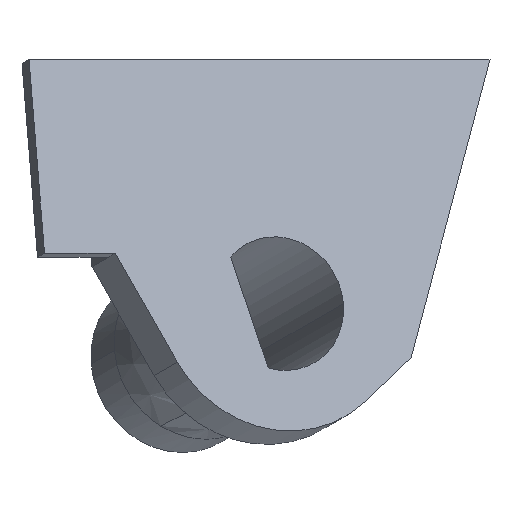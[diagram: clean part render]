
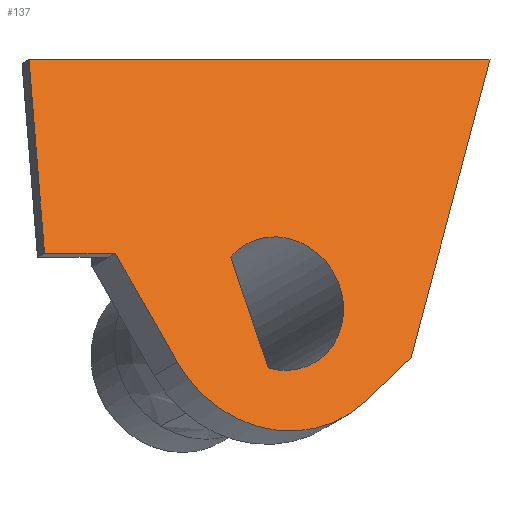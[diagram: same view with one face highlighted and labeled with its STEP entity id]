
A CAD part, top view. The second image highlights one B-rep face of the part: STEP entity #137.
In plain terms, the highlighted planar face has unit normal (0.366, 0.209, 0.907).
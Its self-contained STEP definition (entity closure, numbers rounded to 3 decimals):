
#16 = VERTEX_POINT ( 'NONE', #340 ) ;
#34 = LINE ( 'NONE', #533, #744 ) ;
#41 = VECTOR ( 'NONE', #294, 1000. ) ;
#45 = ORIENTED_EDGE ( 'NONE', *, *, #509, .T. ) ;
#69 = LINE ( 'NONE', #389, #106 ) ;
#70 = CARTESIAN_POINT ( 'NONE',  ( -4.251, -10.605, -0.798 ) ) ;
#101 = DIRECTION ( 'NONE',  ( -0.927, 0., 0.375 ) ) ;
#106 = VECTOR ( 'NONE', #699, 1000. ) ;
#108 = CARTESIAN_POINT ( 'NONE',  ( 5.582, -1.089, -6.967 ) ) ;
#109 = ORIENTED_EDGE ( 'NONE', *, *, #456, .F. ) ;
#129 = DIRECTION ( 'NONE',  ( 0.495, -0.869, 0. ) ) ;
#133 = VERTEX_POINT ( 'NONE', #361 ) ;
#137 = ADVANCED_FACE ( 'NONE', ( #324, #264 ), #712, .T. ) ;
#141 = EDGE_CURVE ( 'NONE', #133, #680, #34, .T. ) ;
#151 = CARTESIAN_POINT ( 'NONE',  ( -1.637, -1.089, -4.051 ) ) ;
#154 = ORIENTED_EDGE ( 'NONE', *, *, #141, .F. ) ;
#200 = VECTOR ( 'NONE', #347, 1000. ) ;
#231 = ORIENTED_EDGE ( 'NONE', *, *, #310, .F. ) ;
#258 = VECTOR ( 'NONE', #129, 1000. ) ;
#264 = FACE_BOUND ( 'NONE', #372, .T. ) ;
#280 = LINE ( 'NONE', #740, #41 ) ;
#289 = CIRCLE ( 'NONE', #608, 2.15 ) ;
#294 = DIRECTION ( 'NONE',  ( 0.243, 0.919, -0.31 ) ) ;
#308 = CARTESIAN_POINT ( 'NONE',  ( -1.021, -8.765, -2.527 ) ) ;
#310 = EDGE_CURVE ( 'NONE', #680, #859, #1048, .T. ) ;
#313 = CARTESIAN_POINT ( 'NONE',  ( -2.571, -7.303, -2.239 ) ) ;
#324 = FACE_OUTER_BOUND ( 'NONE', #920, .T. ) ;
#325 = EDGE_CURVE ( 'NONE', #1042, #398, #69, .T. ) ;
#340 = CARTESIAN_POINT ( 'NONE',  ( -6.201, -7.184, -0.799 ) ) ;
#347 = DIRECTION ( 'NONE',  ( -0.927, 0., 0.375 ) ) ;
#358 = ORIENTED_EDGE ( 'NONE', *, *, #1088, .F. ) ;
#361 = CARTESIAN_POINT ( 'NONE',  ( -8.426, -7.184, 0.1 ) ) ;
#366 = AXIS2_PLACEMENT_3D ( 'NONE', #308, #411, #502 ) ;
#369 = VECTOR ( 'NONE', #518, 1000. ) ;
#372 = EDGE_LOOP ( 'NONE', ( #109, #994, #826 ) ) ;
#389 = CARTESIAN_POINT ( 'NONE',  ( 51531.462, 49072.612, -32154.331 ) ) ;
#394 = VERTEX_POINT ( 'NONE', #313 ) ;
#398 = VERTEX_POINT ( 'NONE', #850 ) ;
#401 = EDGE_CURVE ( 'NONE', #1101, #394, #759, .T. ) ;
#411 = DIRECTION ( 'NONE',  ( 0.366, 0.209, 0.907 ) ) ;
#418 = EDGE_CURVE ( 'NONE', #16, #1093, #997, .T. ) ;
#431 = CIRCLE ( 'NONE', #901, 4.1 ) ;
#456 = EDGE_CURVE ( 'NONE', #1022, #1101, #289, .T. ) ;
#474 = CARTESIAN_POINT ( 'NONE',  ( -1.983, -9.046, -2.074 ) ) ;
#502 = DIRECTION ( 'NONE',  ( -0.927, 0., 0.375 ) ) ;
#509 = EDGE_CURVE ( 'NONE', #1093, #398, #431, .T. ) ;
#516 = DIRECTION ( 'NONE',  ( 0.927, 0., -0.375 ) ) ;
#518 = DIRECTION ( 'NONE',  ( 0.318, -0.944, 0.089 ) ) ;
#533 = CARTESIAN_POINT ( 'NONE',  ( -8.927, -0.942, -1.139 ) ) ;
#567 = VECTOR ( 'NONE', #516, 1000. ) ;
#572 = CARTESIAN_POINT ( 'NONE',  ( -8.915, -1.089, -1.11 ) ) ;
#586 = CARTESIAN_POINT ( 'NONE',  ( 3.095, -10.477, -3.795 ) ) ;
#608 = AXIS2_PLACEMENT_3D ( 'NONE', #653, #909, #101 ) ;
#634 = EDGE_CURVE ( 'NONE', #394, #1022, #841, .T. ) ;
#653 = CARTESIAN_POINT ( 'NONE',  ( -1.021, -8.765, -2.527 ) ) ;
#678 = LINE ( 'NONE', #1051, #200 ) ;
#680 = VERTEX_POINT ( 'NONE', #572 ) ;
#688 = DIRECTION ( 'NONE',  ( -0.927, 0., 0.375 ) ) ;
#699 = DIRECTION ( 'NONE',  ( -0.66, -0.629, 0.412 ) ) ;
#707 = CARTESIAN_POINT ( 'NONE',  ( 0.972, -8.765, -3.333 ) ) ;
#712 = PLANE ( 'NONE',  #1106 ) ;
#740 = CARTESIAN_POINT ( 'NONE',  ( 4.968, -3.406, -6.184 ) ) ;
#741 = ORIENTED_EDGE ( 'NONE', *, *, #418, .T. ) ;
#744 = VECTOR ( 'NONE', #803, 1000. ) ;
#759 = CIRCLE ( 'NONE', #366, 2.15 ) ;
#767 = DIRECTION ( 'NONE',  ( 0.366, 0.209, 0.907 ) ) ;
#780 = ORIENTED_EDGE ( 'NONE', *, *, #883, .T. ) ;
#794 = DIRECTION ( 'NONE',  ( 0.927, 0., -0.375 ) ) ;
#803 = DIRECTION ( 'NONE',  ( -0.078, 0.978, -0.194 ) ) ;
#826 = ORIENTED_EDGE ( 'NONE', *, *, #401, .F. ) ;
#841 = LINE ( 'NONE', #474, #369 ) ;
#845 = CARTESIAN_POINT ( 'NONE',  ( -4.251, -10.605, -0.798 ) ) ;
#850 = CARTESIAN_POINT ( 'NONE',  ( 1.669, -11.836, -2.905 ) ) ;
#859 = VERTEX_POINT ( 'NONE', #108 ) ;
#883 = EDGE_CURVE ( 'NONE', #1042, #859, #280, .T. ) ;
#884 = ORIENTED_EDGE ( 'NONE', *, *, #325, .F. ) ;
#890 = CARTESIAN_POINT ( 'NONE',  ( 3.293, -10.289, -3.918 ) ) ;
#901 = AXIS2_PLACEMENT_3D ( 'NONE', #1125, #767, #688 ) ;
#909 = DIRECTION ( 'NONE',  ( 0.366, 0.209, 0.907 ) ) ;
#920 = EDGE_LOOP ( 'NONE', ( #780, #231, #154, #358, #741, #45, #884 ) ) ;
#994 = ORIENTED_EDGE ( 'NONE', *, *, #634, .F. ) ;
#997 = LINE ( 'NONE', #845, #258 ) ;
#1022 = VERTEX_POINT ( 'NONE', #1111 ) ;
#1042 = VERTEX_POINT ( 'NONE', #586 ) ;
#1048 = LINE ( 'NONE', #151, #567 ) ;
#1051 = CARTESIAN_POINT ( 'NONE',  ( -1.148, -7.184, -2.841 ) ) ;
#1088 = EDGE_CURVE ( 'NONE', #16, #133, #678, .T. ) ;
#1093 = VERTEX_POINT ( 'NONE', #70 ) ;
#1101 = VERTEX_POINT ( 'NONE', #707 ) ;
#1106 = AXIS2_PLACEMENT_3D ( 'NONE', #890, #1149, #794 ) ;
#1111 = CARTESIAN_POINT ( 'NONE',  ( -1.395, -10.79, -1.909 ) ) ;
#1125 = CARTESIAN_POINT ( 'NONE',  ( -1.021, -8.765, -2.527 ) ) ;
#1149 = DIRECTION ( 'NONE',  ( 0.366, 0.209, 0.907 ) ) ;
